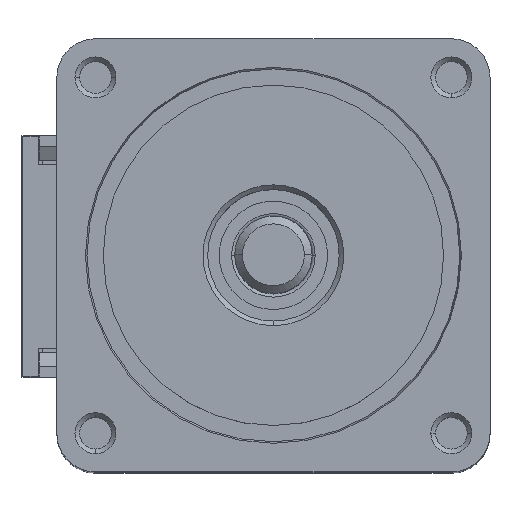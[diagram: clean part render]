
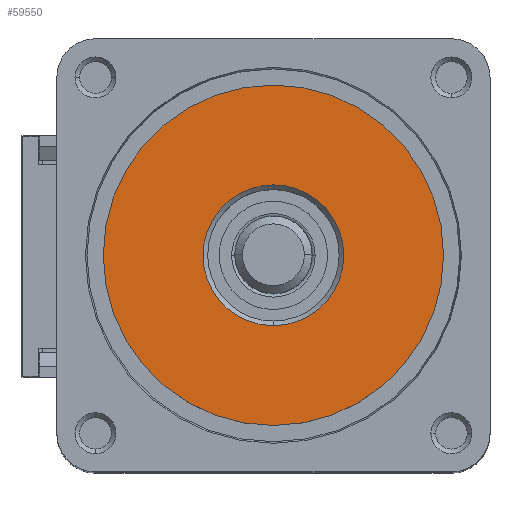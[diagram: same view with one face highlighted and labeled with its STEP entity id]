
A CAD part, top view. The second image highlights one B-rep face of the part: STEP entity #59550.
In plain terms, the highlighted planar face has unit normal (0, 0, 1).
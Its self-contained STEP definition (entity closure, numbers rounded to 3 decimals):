
#18394=CARTESIAN_POINT('',(0.,0.,8.8));
#18395=DIRECTION('',(0.,0.,1.));
#18396=DIRECTION('',(0.,-1.,0.));
#18397=AXIS2_PLACEMENT_3D('',#18394,#18395,#18396);
#18399=CARTESIAN_POINT('',(0.,0.,8.8));
#18400=DIRECTION('',(0.,0.,1.));
#18401=DIRECTION('',(0.,1.,0.));
#18402=AXIS2_PLACEMENT_3D('',#18399,#18400,#18401);
#18404=CARTESIAN_POINT('',(0.,0.,8.8));
#18405=DIRECTION('',(0.,0.,-1.));
#18406=DIRECTION('',(0.,1.,0.));
#18407=AXIS2_PLACEMENT_3D('',#18404,#18405,#18406);
#18409=CARTESIAN_POINT('',(0.,0.,8.8));
#18410=DIRECTION('',(0.,0.,-1.));
#18411=DIRECTION('',(0.,-1.,0.));
#18412=AXIS2_PLACEMENT_3D('',#18409,#18410,#18411);
#29829=CARTESIAN_POINT('',(0.,-11.,8.8));
#29830=CARTESIAN_POINT('',(0.,11.,8.8));
#29831=VERTEX_POINT('',#29829);
#29832=VERTEX_POINT('',#29830);
#29861=CARTESIAN_POINT('',(0.,4.55,8.8));
#29862=CARTESIAN_POINT('',(0.,-4.55,8.8));
#29863=VERTEX_POINT('',#29861);
#29864=VERTEX_POINT('',#29862);
#59535=CARTESIAN_POINT('',(0.,0.,8.8));
#59536=DIRECTION('',(0.,0.,1.));
#59537=DIRECTION('',(0.,-1.,0.));
#59538=AXIS2_PLACEMENT_3D('',#59535,#59536,#59537);
#59539=PLANE('',#59538);
#59540=ORIENTED_EDGE('',*,*,#59517,.F.);
#59541=ORIENTED_EDGE('',*,*,#59530,.F.);
#59542=EDGE_LOOP('',(#59540,#59541));
#59543=FACE_OUTER_BOUND('',#59542,.F.);
#59545=ORIENTED_EDGE('',*,*,#59544,.F.);
#59547=ORIENTED_EDGE('',*,*,#59546,.F.);
#59548=EDGE_LOOP('',(#59545,#59547));
#59549=FACE_BOUND('',#59548,.F.);
#59550=ADVANCED_FACE('',(#59543,#59549),#59539,.T.);
#18398=CIRCLE('',#18397,11.);
#18403=CIRCLE('',#18402,11.);
#18408=CIRCLE('',#18407,4.55);
#18413=CIRCLE('',#18412,4.55);
#59517=EDGE_CURVE('',#29831,#29832,#18398,.T.);
#59530=EDGE_CURVE('',#29832,#29831,#18403,.T.);
#59544=EDGE_CURVE('',#29863,#29864,#18408,.T.);
#59546=EDGE_CURVE('',#29864,#29863,#18413,.T.);
